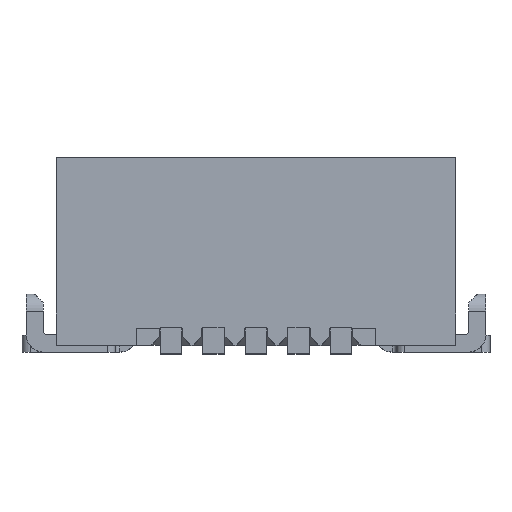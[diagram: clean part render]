
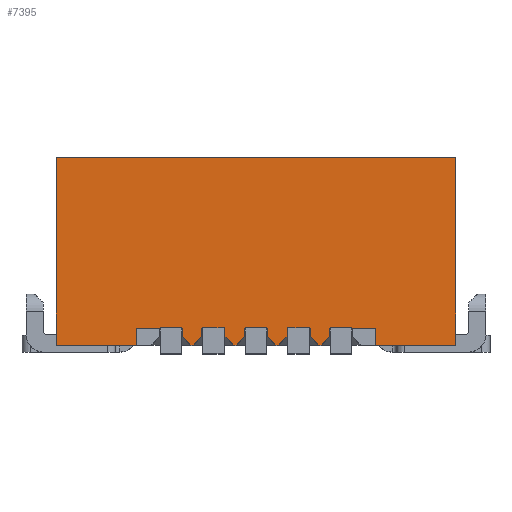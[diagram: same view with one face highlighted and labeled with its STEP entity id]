
A CAD part, top view. The second image highlights one B-rep face of the part: STEP entity #7395.
In plain terms, the highlighted planar face has unit normal (0, 0, 1).
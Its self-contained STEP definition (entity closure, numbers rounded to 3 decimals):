
#294=DIRECTION('',(1.,0.,0.));
#295=VECTOR('',#294,0.945);
#296=CARTESIAN_POINT('',(-2.35,0.,1.9));
#297=LINE('14680',#296,#295);
#314=DIRECTION('',(1.,0.,0.));
#315=VECTOR('',#314,0.03);
#316=CARTESIAN_POINT('',(-0.765,0.,1.9));
#317=LINE('6907',#316,#315);
#326=DIRECTION('',(1.,0.,0.));
#327=VECTOR('',#326,0.03);
#328=CARTESIAN_POINT('',(-0.265,0.,1.9));
#329=LINE('6685',#328,#327);
#338=DIRECTION('',(1.,0.,0.));
#339=VECTOR('',#338,0.03);
#340=CARTESIAN_POINT('',(0.235,0.,1.9));
#341=LINE('6463',#340,#339);
#350=DIRECTION('',(1.,0.,0.));
#351=VECTOR('',#350,0.03);
#352=CARTESIAN_POINT('',(0.735,0.,1.9));
#353=LINE('6241',#352,#351);
#370=DIRECTION('',(1.,0.,0.));
#371=VECTOR('',#370,0.945);
#372=CARTESIAN_POINT('',(1.405,0.,1.9));
#373=LINE('14598',#372,#371);
#494=DIRECTION('',(1.,0.,0.));
#495=VECTOR('',#494,0.54);
#496=CARTESIAN_POINT('',(-1.405,0.2,1.9));
#497=LINE('14703',#496,#495);
#510=DIRECTION('',(1.,0.,0.));
#511=VECTOR('',#510,0.54);
#512=CARTESIAN_POINT('',(0.865,0.2,1.9));
#513=LINE('14624',#512,#511);
#1410=DIRECTION('',(1.,0.,0.));
#1411=VECTOR('',#1410,4.7);
#1412=CARTESIAN_POINT('',(-2.35,2.2,1.9));
#1413=LINE('61',#1412,#1411);
#1826=DIRECTION('',(0.,1.,0.));
#1827=VECTOR('',#1826,2.2);
#1828=CARTESIAN_POINT('',(2.35,0.,1.9));
#1829=LINE('81',#1828,#1827);
#2862=DIRECTION('',(0.,1.,0.));
#2863=VECTOR('',#2862,0.2);
#2864=CARTESIAN_POINT('',(-1.405,0.,1.9));
#2865=LINE('14567',#2864,#2863);
#2866=DIRECTION('',(0.,1.,0.));
#2867=VECTOR('',#2866,2.2);
#2868=CARTESIAN_POINT('',(-2.35,0.,1.9));
#2869=LINE('79',#2868,#2867);
#2870=DIRECTION('',(0.,1.,0.));
#2871=VECTOR('',#2870,0.2);
#2872=CARTESIAN_POINT('',(1.405,0.,1.9));
#2873=LINE('14566',#2872,#2871);
#2874=DIRECTION('',(0.,1.,0.));
#2875=VECTOR('',#2874,0.1);
#2876=CARTESIAN_POINT('',(0.865,0.1,1.9));
#2877=LINE('1397',#2876,#2875);
#2878=DIRECTION('',(0.707,0.707,0.));
#2879=VECTOR('',#2878,0.141);
#2880=CARTESIAN_POINT('',(0.765,0.,1.9));
#2881=LINE('1379',#2880,#2879);
#2882=DIRECTION('',(0.707,-0.707,0.));
#2883=VECTOR('',#2882,0.141);
#2884=CARTESIAN_POINT('',(0.635,0.1,1.9));
#2885=LINE('6224',#2884,#2883);
#2886=DIRECTION('',(0.,1.,0.));
#2887=VECTOR('',#2886,0.1);
#2888=CARTESIAN_POINT('',(0.635,0.1,1.9));
#2889=LINE('6237',#2888,#2887);
#2890=DIRECTION('',(1.,0.,0.));
#2891=VECTOR('',#2890,0.27);
#2892=CARTESIAN_POINT('',(0.365,0.2,1.9));
#2893=LINE('6047',#2892,#2891);
#2894=DIRECTION('',(0.,1.,0.));
#2895=VECTOR('',#2894,0.1);
#2896=CARTESIAN_POINT('',(0.365,0.1,1.9));
#2897=LINE('6236',#2896,#2895);
#2898=DIRECTION('',(0.707,0.707,0.));
#2899=VECTOR('',#2898,0.141);
#2900=CARTESIAN_POINT('',(0.265,0.,1.9));
#2901=LINE('6218',#2900,#2899);
#2902=DIRECTION('',(0.707,-0.707,0.));
#2903=VECTOR('',#2902,0.141);
#2904=CARTESIAN_POINT('',(0.135,0.1,1.9));
#2905=LINE('6446',#2904,#2903);
#2906=DIRECTION('',(0.,1.,0.));
#2907=VECTOR('',#2906,0.1);
#2908=CARTESIAN_POINT('',(0.135,0.1,1.9));
#2909=LINE('6459',#2908,#2907);
#2910=DIRECTION('',(1.,0.,0.));
#2911=VECTOR('',#2910,0.27);
#2912=CARTESIAN_POINT('',(-0.135,0.2,1.9));
#2913=LINE('6269',#2912,#2911);
#2914=DIRECTION('',(0.,1.,0.));
#2915=VECTOR('',#2914,0.1);
#2916=CARTESIAN_POINT('',(-0.135,0.1,1.9));
#2917=LINE('6458',#2916,#2915);
#2918=DIRECTION('',(0.707,0.707,0.));
#2919=VECTOR('',#2918,0.141);
#2920=CARTESIAN_POINT('',(-0.235,0.,1.9));
#2921=LINE('6440',#2920,#2919);
#2922=DIRECTION('',(0.707,-0.707,0.));
#2923=VECTOR('',#2922,0.141);
#2924=CARTESIAN_POINT('',(-0.365,0.1,1.9));
#2925=LINE('6668',#2924,#2923);
#2926=DIRECTION('',(0.,1.,0.));
#2927=VECTOR('',#2926,0.1);
#2928=CARTESIAN_POINT('',(-0.365,0.1,1.9));
#2929=LINE('6681',#2928,#2927);
#2930=DIRECTION('',(1.,0.,0.));
#2931=VECTOR('',#2930,0.27);
#2932=CARTESIAN_POINT('',(-0.635,0.2,1.9));
#2933=LINE('6491',#2932,#2931);
#2934=DIRECTION('',(0.,1.,0.));
#2935=VECTOR('',#2934,0.1);
#2936=CARTESIAN_POINT('',(-0.635,0.1,1.9));
#2937=LINE('6680',#2936,#2935);
#2938=DIRECTION('',(0.707,0.707,0.));
#2939=VECTOR('',#2938,0.141);
#2940=CARTESIAN_POINT('',(-0.735,0.,1.9));
#2941=LINE('6662',#2940,#2939);
#2942=DIRECTION('',(0.707,-0.707,0.));
#2943=VECTOR('',#2942,0.141);
#2944=CARTESIAN_POINT('',(-0.865,0.1,1.9));
#2945=LINE('6890',#2944,#2943);
#2946=DIRECTION('',(0.,1.,0.));
#2947=VECTOR('',#2946,0.1);
#2948=CARTESIAN_POINT('',(-0.865,0.1,1.9));
#2949=LINE('6903',#2948,#2947);
#3246=CARTESIAN_POINT('',(-2.35,2.2,1.9));
#3247=CARTESIAN_POINT('',(2.35,2.2,1.9));
#3248=VERTEX_POINT('',#3246);
#3249=VERTEX_POINT('',#3247);
#3256=CARTESIAN_POINT('',(-2.35,0.,1.9));
#3257=VERTEX_POINT('',#3256);
#3258=CARTESIAN_POINT('',(2.35,0.,1.9));
#3259=VERTEX_POINT('',#3258);
#3366=CARTESIAN_POINT('',(0.865,0.2,1.9));
#3367=VERTEX_POINT('',#3366);
#3394=CARTESIAN_POINT('',(0.765,0.,1.9));
#3395=CARTESIAN_POINT('',(0.865,0.1,1.9));
#3396=VERTEX_POINT('',#3394);
#3397=VERTEX_POINT('',#3395);
#3476=CARTESIAN_POINT('',(0.365,0.2,1.9));
#3477=VERTEX_POINT('',#3476);
#3484=CARTESIAN_POINT('',(0.635,0.2,1.9));
#3485=VERTEX_POINT('',#3484);
#3572=CARTESIAN_POINT('',(-0.135,0.2,1.9));
#3573=VERTEX_POINT('',#3572);
#3580=CARTESIAN_POINT('',(0.135,0.2,1.9));
#3581=VERTEX_POINT('',#3580);
#3668=CARTESIAN_POINT('',(-0.635,0.2,1.9));
#3669=VERTEX_POINT('',#3668);
#3676=CARTESIAN_POINT('',(-0.365,0.2,1.9));
#3677=VERTEX_POINT('',#3676);
#3764=CARTESIAN_POINT('',(-0.865,0.2,1.9));
#3765=VERTEX_POINT('',#3764);
#3826=CARTESIAN_POINT('',(0.265,0.,1.9));
#3827=CARTESIAN_POINT('',(0.365,0.1,1.9));
#3828=VERTEX_POINT('',#3826);
#3829=VERTEX_POINT('',#3827);
#3830=CARTESIAN_POINT('',(0.635,0.1,1.9));
#3831=VERTEX_POINT('',#3830);
#3832=CARTESIAN_POINT('',(0.735,0.,1.9));
#3833=VERTEX_POINT('',#3832);
#3874=CARTESIAN_POINT('',(-0.235,0.,1.9));
#3875=CARTESIAN_POINT('',(-0.135,0.1,1.9));
#3876=VERTEX_POINT('',#3874);
#3877=VERTEX_POINT('',#3875);
#3878=CARTESIAN_POINT('',(0.135,0.1,1.9));
#3879=VERTEX_POINT('',#3878);
#3880=CARTESIAN_POINT('',(0.235,0.,1.9));
#3881=VERTEX_POINT('',#3880);
#3922=CARTESIAN_POINT('',(-0.735,0.,1.9));
#3923=CARTESIAN_POINT('',(-0.635,0.1,1.9));
#3924=VERTEX_POINT('',#3922);
#3925=VERTEX_POINT('',#3923);
#3926=CARTESIAN_POINT('',(-0.365,0.1,1.9));
#3927=VERTEX_POINT('',#3926);
#3928=CARTESIAN_POINT('',(-0.265,0.,1.9));
#3929=VERTEX_POINT('',#3928);
#3970=CARTESIAN_POINT('',(-0.865,0.1,1.9));
#3971=VERTEX_POINT('',#3970);
#3972=CARTESIAN_POINT('',(-0.765,0.,1.9));
#3973=VERTEX_POINT('',#3972);
#4182=CARTESIAN_POINT('',(1.405,0.,1.9));
#4183=VERTEX_POINT('',#4182);
#4184=CARTESIAN_POINT('',(-1.405,0.,1.9));
#4186=VERTEX_POINT('',#4184);
#4190=CARTESIAN_POINT('',(1.405,0.2,1.9));
#4191=VERTEX_POINT('',#4190);
#4192=CARTESIAN_POINT('',(-1.405,0.2,1.9));
#4193=VERTEX_POINT('',#4192);
#7345=CARTESIAN_POINT('',(-2.35,0.,1.9));
#7346=DIRECTION('',(0.,0.,1.));
#7347=DIRECTION('',(1.,0.,0.));
#7348=AXIS2_PLACEMENT_3D('',#7345,#7346,#7347);
#7349=PLANE('78',#7348);
#7350=ORIENTED_EDGE('14703',*,*,#4480,.F.);
#7352=ORIENTED_EDGE('14567',*,*,#7351,.F.);
#7353=ORIENTED_EDGE('14680',*,*,#4293,.F.);
#7354=ORIENTED_EDGE('79',*,*,#6260,.T.);
#7355=ORIENTED_EDGE('61',*,*,#5390,.T.);
#7356=ORIENTED_EDGE('81',*,*,#5882,.F.);
#7357=ORIENTED_EDGE('14598',*,*,#4341,.F.);
#7359=ORIENTED_EDGE('14566',*,*,#7358,.T.);
#7360=ORIENTED_EDGE('14624',*,*,#4500,.F.);
#7361=ORIENTED_EDGE('1397',*,*,#4560,.F.);
#7363=ORIENTED_EDGE('1379',*,*,#7362,.F.);
#7364=ORIENTED_EDGE('6241',*,*,#4329,.F.);
#7366=ORIENTED_EDGE('6224',*,*,#7365,.F.);
#7367=ORIENTED_EDGE('6237',*,*,#5287,.T.);
#7369=ORIENTED_EDGE('6047',*,*,#7368,.F.);
#7370=ORIENTED_EDGE('6236',*,*,#5147,.F.);
#7372=ORIENTED_EDGE('6218',*,*,#7371,.F.);
#7373=ORIENTED_EDGE('6463',*,*,#4321,.F.);
#7375=ORIENTED_EDGE('6446',*,*,#7374,.F.);
#7376=ORIENTED_EDGE('6459',*,*,#6737,.T.);
#7378=ORIENTED_EDGE('6269',*,*,#7377,.F.);
#7379=ORIENTED_EDGE('6458',*,*,#6823,.F.);
#7381=ORIENTED_EDGE('6440',*,*,#7380,.F.);
#7382=ORIENTED_EDGE('6685',*,*,#4313,.F.);
#7383=ORIENTED_EDGE('6668',*,*,#7339,.F.);
#7384=ORIENTED_EDGE('6681',*,*,#7065,.T.);
#7386=ORIENTED_EDGE('6491',*,*,#7385,.F.);
#7387=ORIENTED_EDGE('6680',*,*,#7150,.F.);
#7388=ORIENTED_EDGE('6662',*,*,#7300,.F.);
#7389=ORIENTED_EDGE('6907',*,*,#4305,.F.);
#7391=ORIENTED_EDGE('6890',*,*,#7390,.F.);
#7392=ORIENTED_EDGE('6903',*,*,#5612,.T.);
#7393=EDGE_LOOP('78',(#7350,#7352,#7353,#7354,#7355,#7356,#7357,#7359,#7360,
#7361,#7363,#7364,#7366,#7367,#7369,#7370,#7372,#7373,#7375,#7376,#7378,#7379,
#7381,#7382,#7383,#7384,#7386,#7387,#7388,#7389,#7391,#7392));
#7394=FACE_OUTER_BOUND('78',#7393,.F.);
#4293=EDGE_CURVE('14680',#3257,#4186,#297,.T.);
#4305=EDGE_CURVE('6907',#3973,#3924,#317,.T.);
#4313=EDGE_CURVE('6685',#3929,#3876,#329,.T.);
#4321=EDGE_CURVE('6463',#3881,#3828,#341,.T.);
#4329=EDGE_CURVE('6241',#3833,#3396,#353,.T.);
#4341=EDGE_CURVE('14598',#4183,#3259,#373,.T.);
#4480=EDGE_CURVE('14703',#4193,#3765,#497,.T.);
#4500=EDGE_CURVE('14624',#3367,#4191,#513,.T.);
#4560=EDGE_CURVE('1397',#3397,#3367,#2877,.T.);
#5147=EDGE_CURVE('6236',#3829,#3477,#2897,.T.);
#5287=EDGE_CURVE('6237',#3831,#3485,#2889,.T.);
#5390=EDGE_CURVE('61',#3248,#3249,#1413,.T.);
#5612=EDGE_CURVE('6903',#3971,#3765,#2949,.T.);
#5882=EDGE_CURVE('81',#3259,#3249,#1829,.T.);
#6260=EDGE_CURVE('79',#3257,#3248,#2869,.T.);
#6737=EDGE_CURVE('6459',#3879,#3581,#2909,.T.);
#6823=EDGE_CURVE('6458',#3877,#3573,#2917,.T.);
#7065=EDGE_CURVE('6681',#3927,#3677,#2929,.T.);
#7150=EDGE_CURVE('6680',#3925,#3669,#2937,.T.);
#7300=EDGE_CURVE('6662',#3924,#3925,#2941,.T.);
#7339=EDGE_CURVE('6668',#3927,#3929,#2925,.T.);
#7351=EDGE_CURVE('14567',#4186,#4193,#2865,.T.);
#7358=EDGE_CURVE('14566',#4183,#4191,#2873,.T.);
#7362=EDGE_CURVE('1379',#3396,#3397,#2881,.T.);
#7365=EDGE_CURVE('6224',#3831,#3833,#2885,.T.);
#7368=EDGE_CURVE('6047',#3477,#3485,#2893,.T.);
#7371=EDGE_CURVE('6218',#3828,#3829,#2901,.T.);
#7374=EDGE_CURVE('6446',#3879,#3881,#2905,.T.);
#7377=EDGE_CURVE('6269',#3573,#3581,#2913,.T.);
#7380=EDGE_CURVE('6440',#3876,#3877,#2921,.T.);
#7385=EDGE_CURVE('6491',#3669,#3677,#2933,.T.);
#7390=EDGE_CURVE('6890',#3971,#3973,#2945,.T.);
#7395=ADVANCED_FACE('78',(#7394),#7349,.T.);
